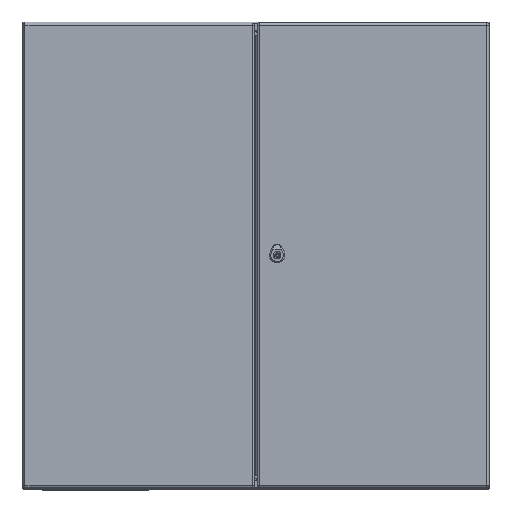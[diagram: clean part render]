
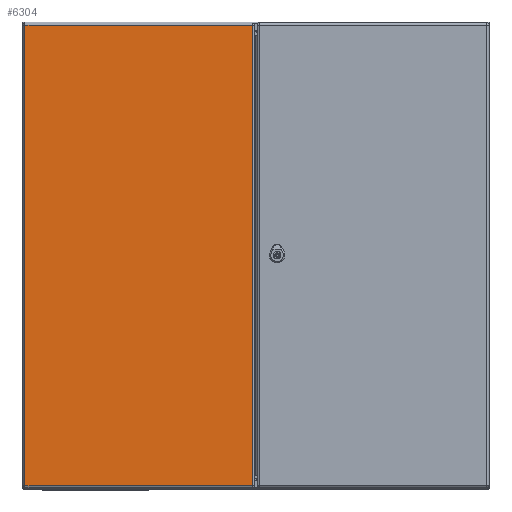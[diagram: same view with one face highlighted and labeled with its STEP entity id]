
A CAD part, top view. The second image highlights one B-rep face of the part: STEP entity #6304.
In plain terms, the highlighted face is planar.
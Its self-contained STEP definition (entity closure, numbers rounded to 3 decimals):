
#6304=ADVANCED_FACE('',(#7701),#6937,.F.);
#6937=PLANE('',#24254);
#7701=FACE_OUTER_BOUND('',#9085,.T.);
#9085=EDGE_LOOP('',(#13659,#13660,#13661,#13662));
#13659=ORIENTED_EDGE('',*,*,#19337,.T.);
#13660=ORIENTED_EDGE('',*,*,#19338,.T.);
#13661=ORIENTED_EDGE('',*,*,#19339,.T.);
#13662=ORIENTED_EDGE('',*,*,#19340,.T.);
#16776=VERTEX_POINT('',#40505);
#16777=VERTEX_POINT('',#40506);
#16778=VERTEX_POINT('',#40508);
#16779=VERTEX_POINT('',#40510);
#19337=EDGE_CURVE('',#16776,#16777,#20971,.T.);
#19338=EDGE_CURVE('',#16777,#16778,#20972,.T.);
#19339=EDGE_CURVE('',#16778,#16779,#20973,.T.);
#19340=EDGE_CURVE('',#16779,#16776,#20974,.T.);
#20971=LINE('',#40504,#22233);
#20972=LINE('',#40507,#22234);
#20973=LINE('',#40509,#22235);
#20974=LINE('',#40511,#22236);
#22233=VECTOR('',#29065,1.);
#22234=VECTOR('',#29066,1.);
#22235=VECTOR('',#29067,1.);
#22236=VECTOR('',#29068,1.);
#24254=AXIS2_PLACEMENT_3D('',#40512,#29069,#29070);
#29065=DIRECTION('',(-1.,0.,0.));
#29066=DIRECTION('',(0.,1.,0.));
#29067=DIRECTION('',(1.,0.,0.));
#29068=DIRECTION('',(0.,-1.,0.));
#29069=DIRECTION('',(0.,0.,1.));
#29070=DIRECTION('',(1.,0.,0.));
#40504=CARTESIAN_POINT('',(0.,-493.5,0.));
#40505=CARTESIAN_POINT('',(244.,-493.5,0.));
#40506=CARTESIAN_POINT('',(-244.,-493.5,0.));
#40507=CARTESIAN_POINT('',(-244.,0.,0.));
#40508=CARTESIAN_POINT('',(-244.,493.5,0.));
#40509=CARTESIAN_POINT('',(0.,493.5,0.));
#40510=CARTESIAN_POINT('',(244.,493.5,0.));
#40511=CARTESIAN_POINT('',(244.,0.,0.));
#40512=CARTESIAN_POINT('',(0.,0.,0.));
